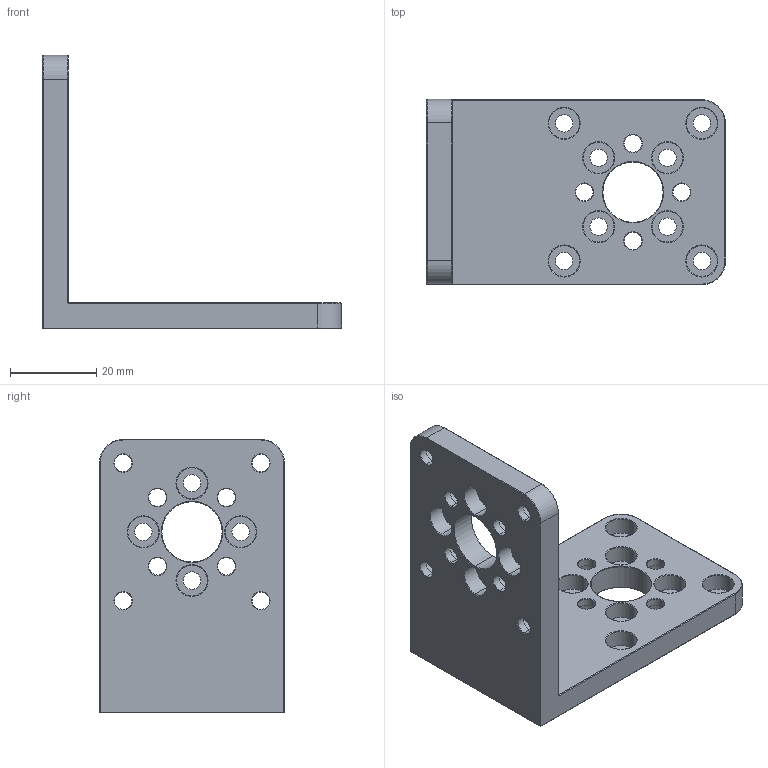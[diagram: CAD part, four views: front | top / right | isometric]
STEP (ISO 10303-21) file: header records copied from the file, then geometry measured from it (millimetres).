
FILE_DESCRIPTION (( 'STEP AP203' ), '1' );
FILE_NAME ('1202-0001-0002.STEP', '2020-12-01T14:50:32', ( '' ), ( '' ), 'SwSTEP 2.0', 'SolidWorks 2016', '' );
FILE_SCHEMA (( 'CONFIG_CONTROL_DESIGN' ));
Length unit declared in the file: millimetre
Products named in the file (1): 1202-0001-0002
Bounding box: 69.5 x 43 x 63.5 mm (x, y, z)
Volume: 26155.9 mm3; surface area: 14824.4 mm2
Topology: 1 solids, 1 shells, 266 faces, 594 edges, 354 vertices
Faces by surface type: cone 112, cylinder 104, plane 50
Entity records: 7555 total; most frequent: DIRECTION 1452, CARTESIAN_POINT 1215, ORIENTED_EDGE 1188, EDGE_CURVE 594, AXIS2_PLACEMENT_3D 591, VERTEX_POINT 354, EDGE_LOOP 342, CIRCLE 324
